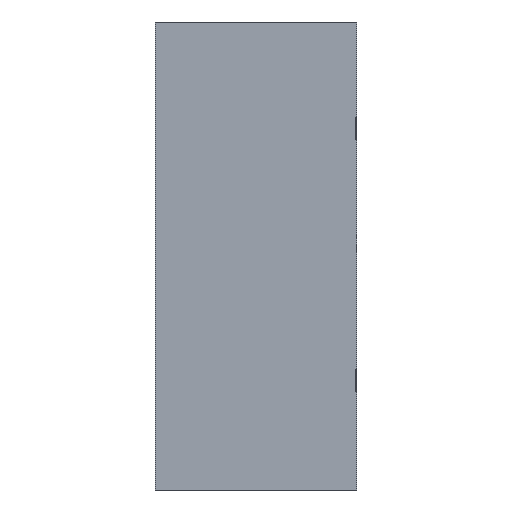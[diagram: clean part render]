
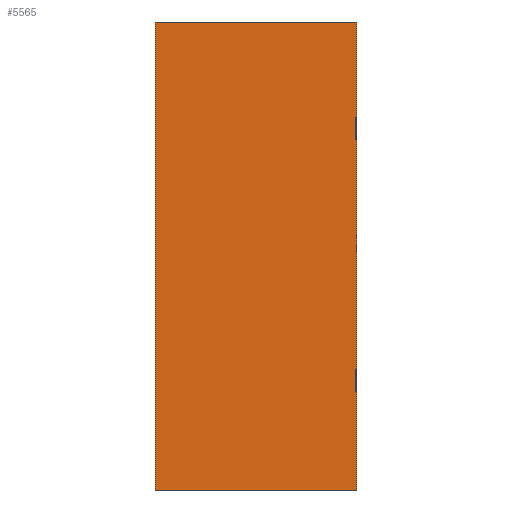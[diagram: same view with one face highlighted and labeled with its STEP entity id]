
A CAD part, front view. The second image highlights one B-rep face of the part: STEP entity #5565.
In plain terms, the highlighted planar face has unit normal (0, -1, 0).
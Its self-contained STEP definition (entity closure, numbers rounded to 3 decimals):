
#1=DIRECTION('',(0.,0.,-1.));
#2=VECTOR('',#1,87.122);
#3=CARTESIAN_POINT('',(-19.05,0.,0.));
#4=LINE('',#3,#2);
#77=DIRECTION('',(1.,0.,0.));
#78=VECTOR('',#77,37.592);
#79=CARTESIAN_POINT('',(-19.05,0.,0.));
#80=LINE('',#79,#78);
#169=DIRECTION('',(0.,0.,-1.));
#170=VECTOR('',#169,87.122);
#171=CARTESIAN_POINT('',(18.542,0.,0.));
#172=LINE('',#171,#170);
#231=DIRECTION('',(1.,0.,0.));
#232=VECTOR('',#231,37.592);
#233=CARTESIAN_POINT('',(-19.05,0.,-87.122));
#234=LINE('',#233,#232);
#4654=CARTESIAN_POINT('',(-19.05,0.,0.));
#4655=CARTESIAN_POINT('',(-19.05,0.,-87.122));
#4656=VERTEX_POINT('',#4654);
#4657=VERTEX_POINT('',#4655);
#4662=CARTESIAN_POINT('',(18.542,0.,0.));
#4663=CARTESIAN_POINT('',(18.542,0.,-87.122));
#4664=VERTEX_POINT('',#4662);
#4665=VERTEX_POINT('',#4663);
#5551=CARTESIAN_POINT('',(-19.05,0.,0.));
#5552=DIRECTION('',(0.,-1.,0.));
#5553=DIRECTION('',(0.,0.,-1.));
#5554=AXIS2_PLACEMENT_3D('',#5551,#5552,#5553);
#5555=PLANE('',#5554);
#5556=ORIENTED_EDGE('',*,*,#5504,.F.);
#5558=ORIENTED_EDGE('',*,*,#5557,.T.);
#5560=ORIENTED_EDGE('',*,*,#5559,.T.);
#5562=ORIENTED_EDGE('',*,*,#5561,.F.);
#5563=EDGE_LOOP('',(#5556,#5558,#5560,#5562));
#5564=FACE_OUTER_BOUND('',#5563,.F.);
#5565=ADVANCED_FACE('',(#5564),#5555,.T.);
#5504=EDGE_CURVE('',#4656,#4657,#4,.T.);
#5557=EDGE_CURVE('',#4656,#4664,#80,.T.);
#5559=EDGE_CURVE('',#4664,#4665,#172,.T.);
#5561=EDGE_CURVE('',#4657,#4665,#234,.T.);
